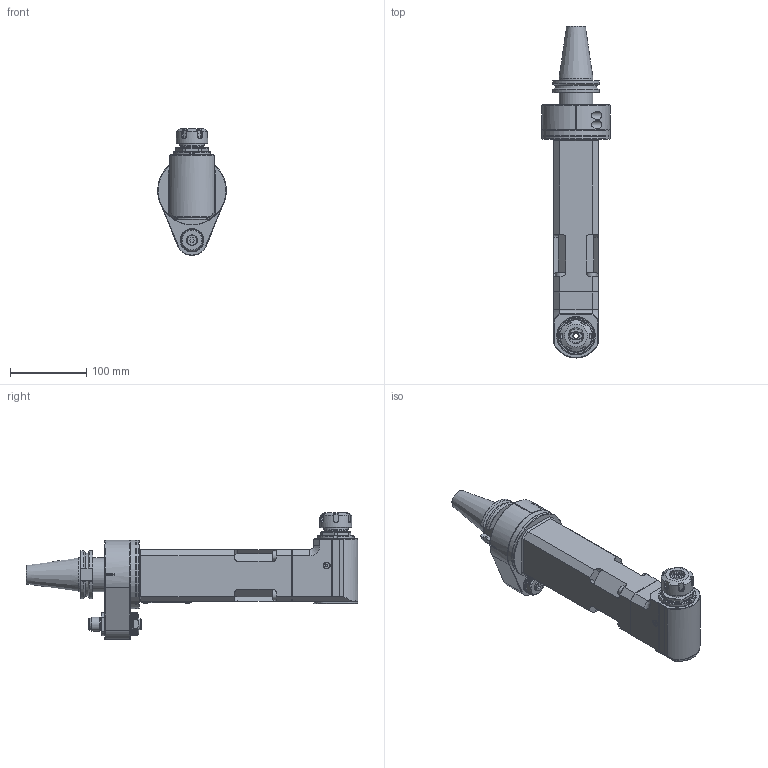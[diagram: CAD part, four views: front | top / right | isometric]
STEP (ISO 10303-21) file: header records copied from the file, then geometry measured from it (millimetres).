
FILE_DESCRIPTION(/* description */ (''),/* implementation_level */ '2;1');
FILE_NAME(/* name */ '9.G90.16L00-270-12C40.stp',/* time_stamp */ '2024-02-22T14:19:24-05:00',/* author */ ('jkrenzer'),/* organization */ (''),/* preprocessor_version */ 'ST-DEVELOPER v18.1',/* originating_system */ 'Autodesk Inventor 2022',/* authorisation */ '');
FILE_SCHEMA (('AUTOMOTIVE_DESIGN { 1 0 10303 214 3 1 1 }'));
Length unit declared in the file: millimetre
Products named in the file (3): 9.G90.16L00-270-12C40; G90-16L-270; 9_GA1_446_1 (Classic, Type 1, Cat40, 65mm)
Assembly tree (2 placements, depth 2):
  9.G90.16L00-270-12C40
    G90-16L-270
    9_GA1_446_1 (Classic, Type 1, Cat40, 65mm)
Bounding box: 90 x 435.4 x 166.5 mm (x, y, z)
Volume: 1138457.6 mm3; surface area: 250896.8 mm2
Topology: 21 solids, 24 shells, 1476 faces, 3782 edges, 2441 vertices
Faces by surface type: plane 732, cylinder 261, cone 225, bspline 221, torus 21, sphere 16
Full cylindrical faces by diameter (mm): 3.3 x6, 4 x5, 4.2 x4, 5 x8, 6 x3, 6.75 x1, 7 x2, 7.6 x4, 7.8 x4, 8 x6, 8.5 x6, 10 x2, 10.5 x2, 11 x1, 13 x4, 14 x3, 15 x1, 15.2 x1, 15.875 x1, 16.28 x1, 17 x1, 18 x5, 19 x1, 20 x1, 20.5 x1, 20.8 x1, 24.5 x1, 25 x1, 26 x2, 30 x5
Entity records: 50132 total; most frequent: CARTESIAN_POINT 15003, ORIENTED_EDGE 7473, DIRECTION 6939, EDGE_CURVE 3738, AXIS2_PLACEMENT_3D 2453, VERTEX_POINT 2441, LINE 2033, VECTOR 2033
